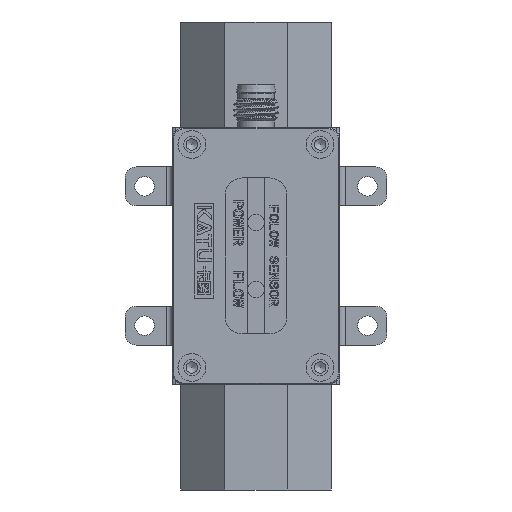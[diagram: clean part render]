
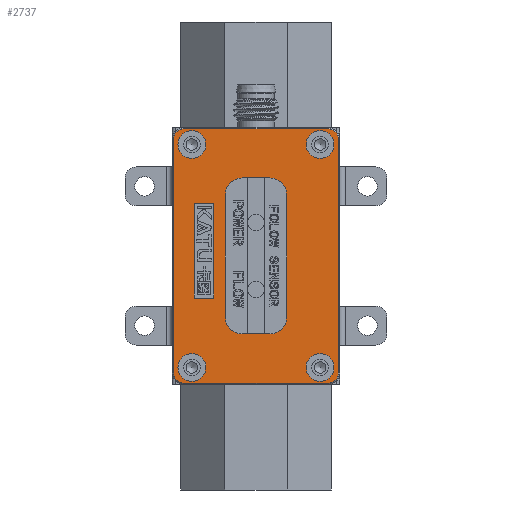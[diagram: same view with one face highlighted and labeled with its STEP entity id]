
A CAD part, front view. The second image highlights one B-rep face of the part: STEP entity #2737.
In plain terms, the highlighted planar face has unit normal (0, -1, 0).
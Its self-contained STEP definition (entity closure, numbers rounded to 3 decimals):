
#1421=FACE_BOUND('',#5606,.T.);
#1422=FACE_BOUND('',#5607,.T.);
#1423=FACE_BOUND('',#5608,.T.);
#1424=FACE_BOUND('',#5609,.T.);
#1425=FACE_BOUND('',#5610,.T.);
#1426=FACE_BOUND('',#5611,.T.);
#1427=FACE_BOUND('',#5612,.T.);
#2737=ADVANCED_FACE('',(#1421,#1422,#1423,#1424,#1425,#1426,#1427),#3888,
 .F.);
#3888=PLANE('',#21813);
#5606=EDGE_LOOP('',(#7738,#7739,#7740,#7741,#7742,#7743,#7744,#7745));
#5607=EDGE_LOOP('',(#7746,#7747,#7748,#7749,#7750,#7751,#7752,#7753));
#5608=EDGE_LOOP('',(#7754));
#5609=EDGE_LOOP('',(#7755));
#5610=EDGE_LOOP('',(#7756));
#5611=EDGE_LOOP('',(#7757));
#5612=EDGE_LOOP('',(#7758,#7759,#7760,#7761));
#7029=CIRCLE('',#21801,3.);
#7030=CIRCLE('',#21802,3.);
#7031=CIRCLE('',#21803,3.);
#7032=CIRCLE('',#21804,3.);
#7033=CIRCLE('',#21805,1.8);
#7034=CIRCLE('',#21806,1.8);
#7035=CIRCLE('',#21807,1.8);
#7036=CIRCLE('',#21808,1.8);
#7037=CIRCLE('',#21809,2.5);
#7038=CIRCLE('',#21810,2.5);
#7039=CIRCLE('',#21811,2.5);
#7040=CIRCLE('',#21812,2.5);
#7738=ORIENTED_EDGE('',*,*,#15599,.F.);
#7739=ORIENTED_EDGE('',*,*,#15600,.F.);
#7740=ORIENTED_EDGE('',*,*,#15601,.F.);
#7741=ORIENTED_EDGE('',*,*,#15602,.F.);
#7742=ORIENTED_EDGE('',*,*,#15603,.F.);
#7743=ORIENTED_EDGE('',*,*,#15604,.F.);
#7744=ORIENTED_EDGE('',*,*,#15605,.F.);
#7745=ORIENTED_EDGE('',*,*,#15606,.F.);
#7746=ORIENTED_EDGE('',*,*,#15607,.T.);
#7747=ORIENTED_EDGE('',*,*,#15608,.T.);
#7748=ORIENTED_EDGE('',*,*,#15609,.T.);
#7749=ORIENTED_EDGE('',*,*,#15610,.T.);
#7750=ORIENTED_EDGE('',*,*,#15611,.T.);
#7751=ORIENTED_EDGE('',*,*,#15612,.T.);
#7752=ORIENTED_EDGE('',*,*,#15613,.T.);
#7753=ORIENTED_EDGE('',*,*,#15614,.T.);
#7754=ORIENTED_EDGE('',*,*,#15615,.T.);
#7755=ORIENTED_EDGE('',*,*,#15616,.T.);
#7756=ORIENTED_EDGE('',*,*,#15617,.T.);
#7757=ORIENTED_EDGE('',*,*,#15618,.T.);
#7758=ORIENTED_EDGE('',*,*,#15619,.F.);
#7759=ORIENTED_EDGE('',*,*,#15620,.F.);
#7760=ORIENTED_EDGE('',*,*,#15621,.F.);
#7761=ORIENTED_EDGE('',*,*,#15622,.F.);
#13592=VERTEX_POINT('',#29354);
#13593=VERTEX_POINT('',#29355);
#13594=VERTEX_POINT('',#29357);
#13595=VERTEX_POINT('',#29359);
#13596=VERTEX_POINT('',#29361);
#13597=VERTEX_POINT('',#29363);
#13598=VERTEX_POINT('',#29365);
#13599=VERTEX_POINT('',#29367);
#13600=VERTEX_POINT('',#29370);
#13601=VERTEX_POINT('',#29371);
#13602=VERTEX_POINT('',#29373);
#13603=VERTEX_POINT('',#29375);
#13604=VERTEX_POINT('',#29377);
#13605=VERTEX_POINT('',#29379);
#13606=VERTEX_POINT('',#29381);
#13607=VERTEX_POINT('',#29383);
#13608=VERTEX_POINT('',#29386);
#13609=VERTEX_POINT('',#29388);
#13610=VERTEX_POINT('',#29390);
#13611=VERTEX_POINT('',#29392);
#13612=VERTEX_POINT('',#29394);
#13613=VERTEX_POINT('',#29395);
#13614=VERTEX_POINT('',#29397);
#13615=VERTEX_POINT('',#29399);
#15599=EDGE_CURVE('',#13592,#13593,#18327,.T.);
#15600=EDGE_CURVE('',#13594,#13592,#7029,.T.);
#15601=EDGE_CURVE('',#13595,#13594,#18328,.T.);
#15602=EDGE_CURVE('',#13596,#13595,#7030,.T.);
#15603=EDGE_CURVE('',#13597,#13596,#18329,.T.);
#15604=EDGE_CURVE('',#13598,#13597,#7031,.T.);
#15605=EDGE_CURVE('',#13599,#13598,#18330,.T.);
#15606=EDGE_CURVE('',#13593,#13599,#7032,.T.);
#15607=EDGE_CURVE('',#13600,#13601,#18331,.T.);
#15608=EDGE_CURVE('',#13601,#13602,#7033,.T.);
#15609=EDGE_CURVE('',#13602,#13603,#18332,.T.);
#15610=EDGE_CURVE('',#13603,#13604,#7034,.T.);
#15611=EDGE_CURVE('',#13604,#13605,#18333,.T.);
#15612=EDGE_CURVE('',#13605,#13606,#7035,.T.);
#15613=EDGE_CURVE('',#13606,#13607,#18334,.T.);
#15614=EDGE_CURVE('',#13607,#13600,#7036,.T.);
#15615=EDGE_CURVE('',#13608,#13608,#7037,.T.);
#15616=EDGE_CURVE('',#13609,#13609,#7038,.T.);
#15617=EDGE_CURVE('',#13610,#13610,#7039,.T.);
#15618=EDGE_CURVE('',#13611,#13611,#7040,.T.);
#15619=EDGE_CURVE('',#13612,#13613,#18335,.T.);
#15620=EDGE_CURVE('',#13614,#13612,#18336,.T.);
#15621=EDGE_CURVE('',#13615,#13614,#18337,.T.);
#15622=EDGE_CURVE('',#13613,#13615,#18338,.T.);
#18327=LINE('',#29353,#20012);
#18328=LINE('',#29358,#20013);
#18329=LINE('',#29362,#20014);
#18330=LINE('',#29366,#20015);
#18331=LINE('',#29369,#20016);
#18332=LINE('',#29374,#20017);
#18333=LINE('',#29378,#20018);
#18334=LINE('',#29382,#20019);
#18335=LINE('',#29393,#20020);
#18336=LINE('',#29396,#20021);
#18337=LINE('',#29398,#20022);
#18338=LINE('',#29400,#20023);
#20012=VECTOR('',#23380,1.);
#20013=VECTOR('',#23383,1.);
#20014=VECTOR('',#23386,1.);
#20015=VECTOR('',#23389,1.);
#20016=VECTOR('',#23392,1.);
#20017=VECTOR('',#23395,1.);
#20018=VECTOR('',#23398,1.);
#20019=VECTOR('',#23401,1.);
#20020=VECTOR('',#23412,1.);
#20021=VECTOR('',#23413,1.);
#20022=VECTOR('',#23414,1.);
#20023=VECTOR('',#23415,1.);
#21801=AXIS2_PLACEMENT_3D('',#29356,#23381,#23382);
#21802=AXIS2_PLACEMENT_3D('',#29360,#23384,#23385);
#21803=AXIS2_PLACEMENT_3D('',#29364,#23387,#23388);
#21804=AXIS2_PLACEMENT_3D('',#29368,#23390,#23391);
#21805=AXIS2_PLACEMENT_3D('',#29372,#23393,#23394);
#21806=AXIS2_PLACEMENT_3D('',#29376,#23396,#23397);
#21807=AXIS2_PLACEMENT_3D('',#29380,#23399,#23400);
#21808=AXIS2_PLACEMENT_3D('',#29384,#23402,#23403);
#21809=AXIS2_PLACEMENT_3D('',#29385,#23404,#23405);
#21810=AXIS2_PLACEMENT_3D('',#29387,#23406,#23407);
#21811=AXIS2_PLACEMENT_3D('',#29389,#23408,#23409);
#21812=AXIS2_PLACEMENT_3D('',#29391,#23410,#23411);
#21813=AXIS2_PLACEMENT_3D('',#29401,#23416,#23417);
#23380=DIRECTION('',(0.,0.,-1.));
#23381=DIRECTION('',(0.,-1.,0.));
#23382=DIRECTION('',(0.,0.,1.));
#23383=DIRECTION('',(-1.,0.,0.));
#23384=DIRECTION('',(0.,-1.,0.));
#23385=DIRECTION('',(0.,0.,1.));
#23386=DIRECTION('',(0.,0.,1.));
#23387=DIRECTION('',(0.,-1.,0.));
#23388=DIRECTION('',(0.,0.,1.));
#23389=DIRECTION('',(1.,0.,0.));
#23390=DIRECTION('',(0.,-1.,0.));
#23391=DIRECTION('',(0.,0.,1.));
#23392=DIRECTION('',(0.,0.,-1.));
#23393=DIRECTION('',(0.,-1.,0.));
#23394=DIRECTION('',(0.,0.,1.));
#23395=DIRECTION('',(1.,0.,0.));
#23396=DIRECTION('',(0.,-1.,0.));
#23397=DIRECTION('',(0.,0.,1.));
#23398=DIRECTION('',(0.,0.,1.));
#23399=DIRECTION('',(0.,-1.,0.));
#23400=DIRECTION('',(0.,0.,1.));
#23401=DIRECTION('',(-1.,0.,0.));
#23402=DIRECTION('',(0.,-1.,0.));
#23403=DIRECTION('',(0.,0.,1.));
#23404=DIRECTION('',(0.,1.,0.));
#23405=DIRECTION('',(0.,0.,1.));
#23406=DIRECTION('',(0.,1.,0.));
#23407=DIRECTION('',(0.,0.,1.));
#23408=DIRECTION('',(0.,1.,0.));
#23409=DIRECTION('',(0.,0.,1.));
#23410=DIRECTION('',(0.,1.,0.));
#23411=DIRECTION('',(0.,0.,1.));
#23412=DIRECTION('',(0.,0.,-1.));
#23413=DIRECTION('',(-1.,0.,0.));
#23414=DIRECTION('',(0.,0.,1.));
#23415=DIRECTION('',(1.,0.,0.));
#23416=DIRECTION('',(0.,1.,0.));
#23417=DIRECTION('',(0.,0.,1.));
#29353=CARTESIAN_POINT('',(-3.,-39.,21.));
#29354=CARTESIAN_POINT('',(-3.,-39.,21.));
#29355=CARTESIAN_POINT('',(-3.,-39.,-1.));
#29356=CARTESIAN_POINT('',(0.,-39.,21.));
#29357=CARTESIAN_POINT('',(0.,-39.,24.));
#29358=CARTESIAN_POINT('',(3.5,-39.,24.));
#29359=CARTESIAN_POINT('',(5.,-39.,24.));
#29360=CARTESIAN_POINT('',(5.,-39.,21.));
#29361=CARTESIAN_POINT('',(8.,-39.,21.));
#29362=CARTESIAN_POINT('',(8.,-39.,-1.));
#29363=CARTESIAN_POINT('',(8.,-39.,-1.));
#29364=CARTESIAN_POINT('',(5.,-39.,-1.));
#29365=CARTESIAN_POINT('',(5.,-39.,-4.));
#29366=CARTESIAN_POINT('',(1.5,-39.,-4.));
#29367=CARTESIAN_POINT('',(0.,-39.,-4.));
#29368=CARTESIAN_POINT('',(0.,-39.,-1.));
#29369=CARTESIAN_POINT('',(-12.3,-39.,-11.));
#29370=CARTESIAN_POINT('',(-12.3,-39.,31.));
#29371=CARTESIAN_POINT('',(-12.3,-39.,-11.));
#29372=CARTESIAN_POINT('',(-10.5,-39.,-11.));
#29373=CARTESIAN_POINT('',(-10.5,-39.,-12.8));
#29374=CARTESIAN_POINT('',(15.5,-39.,-12.8));
#29375=CARTESIAN_POINT('',(15.5,-39.,-12.8));
#29376=CARTESIAN_POINT('',(15.5,-39.,-11.));
#29377=CARTESIAN_POINT('',(17.3,-39.,-11.));
#29378=CARTESIAN_POINT('',(17.3,-39.,31.));
#29379=CARTESIAN_POINT('',(17.3,-39.,31.));
#29380=CARTESIAN_POINT('',(15.5,-39.,31.));
#29381=CARTESIAN_POINT('',(15.5,-39.,32.8));
#29382=CARTESIAN_POINT('',(-10.5,-39.,32.8));
#29383=CARTESIAN_POINT('',(-10.5,-39.,32.8));
#29384=CARTESIAN_POINT('',(-10.5,-39.,31.));
#29385=CARTESIAN_POINT('',(-9.,-39.,30.));
#29386=CARTESIAN_POINT('',(-9.,-39.,32.5));
#29387=CARTESIAN_POINT('',(-9.,-39.,-10.));
#29388=CARTESIAN_POINT('',(-9.,-39.,-7.5));
#29389=CARTESIAN_POINT('',(14.,-39.,-10.));
#29390=CARTESIAN_POINT('',(14.,-39.,-7.5));
#29391=CARTESIAN_POINT('',(14.,-39.,30.));
#29392=CARTESIAN_POINT('',(14.,-39.,32.5));
#29393=CARTESIAN_POINT('',(-8.54,-39.,19.457));
#29394=CARTESIAN_POINT('',(-8.54,-39.,19.457));
#29395=CARTESIAN_POINT('',(-8.54,-39.,2.457));
#29396=CARTESIAN_POINT('',(-5.04,-39.,19.457));
#29397=CARTESIAN_POINT('',(-5.04,-39.,19.457));
#29398=CARTESIAN_POINT('',(-5.04,-39.,2.457));
#29399=CARTESIAN_POINT('',(-5.04,-39.,2.457));
#29400=CARTESIAN_POINT('',(-8.54,-39.,2.457));
#29401=CARTESIAN_POINT('',(-10.5,-39.,-11.));
